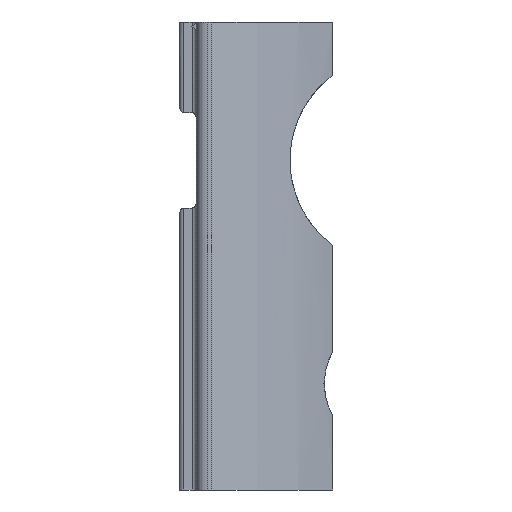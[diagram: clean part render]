
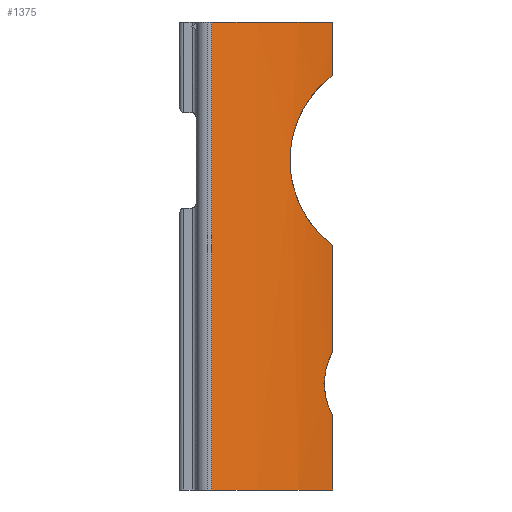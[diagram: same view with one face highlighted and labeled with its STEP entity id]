
A CAD part, left-side view. The second image highlights one B-rep face of the part: STEP entity #1375.
In plain terms, the highlighted cylindrical face has radius 15 mm (diameter 30 mm), a partial arc.
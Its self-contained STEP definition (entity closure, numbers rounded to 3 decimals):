
#16 = CARTESIAN_POINT ( 'NONE',  ( -2., -7.2, 19.5 ) ) ;
#57 = AXIS2_PLACEMENT_3D ( 'NONE', #1099, #1098, #1094 ) ;
#68 = ORIENTED_EDGE ( 'NONE', *, *, #728, .T. ) ;
#83 = VECTOR ( 'NONE', #659, 1000. ) ;
#126 = LINE ( 'NONE', #253, #1371 ) ;
#173 = CIRCLE ( 'NONE', #57, 15. ) ;
#180 = DIRECTION ( 'NONE',  ( 0., 0., 1. ) ) ;
#186 = CARTESIAN_POINT ( 'NONE',  ( -2., -7.2, 22. ) ) ;
#187 = CARTESIAN_POINT ( 'NONE',  ( -2., -7.2, 19.5 ) ) ;
#191 = CARTESIAN_POINT ( 'NONE',  ( -2.328, -6.96, 19.32 ) ) ;
#195 = CARTESIAN_POINT ( 'NONE',  ( -2.628, -6.72, 19.107 ) ) ;
#197 = CARTESIAN_POINT ( 'NONE',  ( -3.17, -6.257, 18.593 ) ) ;
#202 = CARTESIAN_POINT ( 'NONE',  ( -3.413, -6.031, 18.289 ) ) ;
#203 = CARTESIAN_POINT ( 'NONE',  ( -3.809, -5.646, 17.601 ) ) ;
#208 = CARTESIAN_POINT ( 'NONE',  ( -3.966, -5.482, 17.21 ) ) ;
#209 = CARTESIAN_POINT ( 'NONE',  ( -4.123, -5.315, 16.589 ) ) ;
#210 = CARTESIAN_POINT ( 'NONE',  ( -4.163, -5.272, 16.374 ) ) ;
#213 = CARTESIAN_POINT ( 'NONE',  ( -4.216, -5.214, 15.937 ) ) ;
#214 = CARTESIAN_POINT ( 'NONE',  ( -4.229, -5.2, 15.717 ) ) ;
#216 = CARTESIAN_POINT ( 'NONE',  ( -4.229, -5.2, 15.277 ) ) ;
#221 = CARTESIAN_POINT ( 'NONE',  ( -4.215, -5.215, 15.054 ) ) ;
#222 = CARTESIAN_POINT ( 'NONE',  ( -4.161, -5.274, 14.618 ) ) ;
#223 = CARTESIAN_POINT ( 'NONE',  ( -4.122, -5.316, 14.406 ) ) ;
#226 = CARTESIAN_POINT ( 'NONE',  ( -3.965, -5.482, 13.789 ) ) ;
#229 = CARTESIAN_POINT ( 'NONE',  ( -3.808, -5.646, 13.398 ) ) ;
#231 = CARTESIAN_POINT ( 'NONE',  ( -3.512, -5.935, 12.884 ) ) ;
#232 = CARTESIAN_POINT ( 'NONE',  ( -3.403, -6.038, 12.723 ) ) ;
#236 = CARTESIAN_POINT ( 'NONE',  ( -3.165, -6.257, 12.42 ) ) ;
#237 = CARTESIAN_POINT ( 'NONE',  ( -3.035, -6.372, 12.279 ) ) ;
#239 = CARTESIAN_POINT ( 'NONE',  ( -2.628, -6.72, 11.893 ) ) ;
#244 = CARTESIAN_POINT ( 'NONE',  ( -2., -7.2, 11.5 ) ) ;
#248 = DIRECTION ( 'NONE',  ( 0., 0., 1. ) ) ;
#249 = CARTESIAN_POINT ( 'NONE',  ( -2.328, -6.96, 11.68 ) ) ;
#253 = CARTESIAN_POINT ( 'NONE',  ( -2., -7.2, 22. ) ) ;
#272 = CARTESIAN_POINT ( 'NONE',  ( -2., -7.2, 0. ) ) ;
#284 = ORIENTED_EDGE ( 'NONE', *, *, #765, .F. ) ;
#341 = DIRECTION ( 'NONE',  ( 0., 0., 1. ) ) ;
#353 = CARTESIAN_POINT ( 'NONE',  ( -2., -7.2, 22. ) ) ;
#373 = AXIS2_PLACEMENT_3D ( 'NONE', #769, #767, #763 ) ;
#410 = VERTEX_POINT ( 'NONE', #1109 ) ;
#427 = AXIS2_PLACEMENT_3D ( 'NONE', #475, #470, #490 ) ;
#448 = CARTESIAN_POINT ( 'NONE',  ( -2., -7.2, 3.5 ) ) ;
#470 = DIRECTION ( 'NONE',  ( 0., 0., -1. ) ) ;
#475 = CARTESIAN_POINT ( 'NONE',  ( 6.854, 4.908, 22. ) ) ;
#476 = CARTESIAN_POINT ( 'NONE',  ( -2., -7.2, 6.5 ) ) ;
#477 = CARTESIAN_POINT ( 'NONE',  ( -2.154, -7.088, 6.295 ) ) ;
#479 = CARTESIAN_POINT ( 'NONE',  ( -2.278, -6.992, 6.064 ) ) ;
#480 = CARTESIAN_POINT ( 'NONE',  ( -2.409, -6.89, 5.681 ) ) ;
#482 = CARTESIAN_POINT ( 'NONE',  ( -2.443, -6.863, 5.547 ) ) ;
#483 = CARTESIAN_POINT ( 'NONE',  ( -2., -7.2, 22. ) ) ;
#485 = CARTESIAN_POINT ( 'NONE',  ( -2.488, -6.827, 5.278 ) ) ;
#487 = CARTESIAN_POINT ( 'NONE',  ( -2.5, -6.818, 5. ) ) ;
#490 = DIRECTION ( 'NONE',  ( -1., 0., 0. ) ) ;
#493 = CARTESIAN_POINT ( 'NONE',  ( -2.5, -6.818, 5.14 ) ) ;
#509 = VERTEX_POINT ( 'NONE', #483 ) ;
#522 = CARTESIAN_POINT ( 'NONE',  ( -2., -7.2, 11.5 ) ) ;
#659 = DIRECTION ( 'NONE',  ( 0., 0., -1. ) ) ;
#664 = CARTESIAN_POINT ( 'NONE',  ( -6.702, -1.514, 22. ) ) ;
#722 = VERTEX_POINT ( 'NONE', #1581 ) ;
#728 = EDGE_CURVE ( 'NONE', #1379, #722, #1360, .T. ) ;
#763 = DIRECTION ( 'NONE',  ( -1., 0., 0. ) ) ;
#765 = EDGE_CURVE ( 'NONE', #1046, #509, #173, .T. ) ;
#767 = DIRECTION ( 'NONE',  ( 0., 0., 1. ) ) ;
#769 = CARTESIAN_POINT ( 'NONE',  ( 6.854, 4.908, 0. ) ) ;
#783 = CARTESIAN_POINT ( 'NONE',  ( -6.702, -1.514, 22. ) ) ;
#793 = LINE ( 'NONE', #186, #1013 ) ;
#826 = FACE_OUTER_BOUND ( 'NONE', #1201, .T. ) ;
#863 = VECTOR ( 'NONE', #341, 1000. ) ;
#894 = CARTESIAN_POINT ( 'NONE',  ( -6.702, -1.514, 0. ) ) ;
#906 = LINE ( 'NONE', #353, #863 ) ;
#925 = VERTEX_POINT ( 'NONE', #894 ) ;
#1013 = VECTOR ( 'NONE', #180, 1000. ) ;
#1046 = VERTEX_POINT ( 'NONE', #783 ) ;
#1051 = EDGE_CURVE ( 'NONE', #925, #1466, #1496, .T. ) ;
#1094 = DIRECTION ( 'NONE',  ( -1., 0., 0. ) ) ;
#1098 = DIRECTION ( 'NONE',  ( 0., 0., 1. ) ) ;
#1099 = CARTESIAN_POINT ( 'NONE',  ( 6.854, 4.908, 22. ) ) ;
#1109 = CARTESIAN_POINT ( 'NONE',  ( -2., -7.2, 6.5 ) ) ;
#1128 = ORIENTED_EDGE ( 'NONE', *, *, #1443, .T. ) ;
#1198 = ORIENTED_EDGE ( 'NONE', *, *, #1250, .T. ) ;
#1201 = EDGE_LOOP ( 'NONE', ( #1356, #68, #1380, #1128, #1416, #1208, #284, #1198, #1326 ) ) ;
#1203 = VERTEX_POINT ( 'NONE', #16 ) ;
#1208 = ORIENTED_EDGE ( 'NONE', *, *, #1476, .T. ) ;
#1246 = CYLINDRICAL_SURFACE ( 'NONE', #427, 15. ) ;
#1250 = EDGE_CURVE ( 'NONE', #1046, #925, #1329, .T. ) ;
#1263 = B_SPLINE_CURVE_WITH_KNOTS ( 'NONE', 3,
 ( #487, #493, #485, #482, #480, #479, #477, #476 ),
 .UNSPECIFIED., .F., .F.,
 ( 4, 2, 2, 4 ),
 ( 0., 0., 0.001, 0.002 ),
 .UNSPECIFIED. ) ;
#1312 = VERTEX_POINT ( 'NONE', #522 ) ;
#1326 = ORIENTED_EDGE ( 'NONE', *, *, #1051, .T. ) ;
#1329 = LINE ( 'NONE', #664, #83 ) ;
#1356 = ORIENTED_EDGE ( 'NONE', *, *, #1465, .T. ) ;
#1360 = B_SPLINE_CURVE_WITH_KNOTS ( 'NONE', 3,
 ( #1591, #1594, #1586, #1585, #1580, #1578, #1574, #1561 ),
 .UNSPECIFIED., .F., .F.,
 ( 4, 2, 2, 4 ),
 ( -0.002, -0.001, 0., 0. ),
 .UNSPECIFIED. ) ;
#1361 = EDGE_CURVE ( 'NONE', #722, #410, #1263, .T. ) ;
#1371 = VECTOR ( 'NONE', #248, 1000. ) ;
#1375 = ADVANCED_FACE ( 'NONE', ( #826 ), #1246, .T. ) ;
#1379 = VERTEX_POINT ( 'NONE', #448 ) ;
#1380 = ORIENTED_EDGE ( 'NONE', *, *, #1361, .T. ) ;
#1416 = ORIENTED_EDGE ( 'NONE', *, *, #1470, .T. ) ;
#1443 = EDGE_CURVE ( 'NONE', #410, #1312, #906, .T. ) ;
#1449 = B_SPLINE_CURVE_WITH_KNOTS ( 'NONE', 3,
 ( #244, #249, #239, #237, #236, #232, #231, #229, #226, #223, #222, #221, #216, #214, #213, #210, #209, #208, #203, #202, #197, #195, #191, #187 ),
 .UNSPECIFIED., .F., .F.,
 ( 4, 2, 2, 2, 2, 2, 2, 2, 2, 2, 2, 4 ),
 ( 0., 0.001, 0.002, 0.003, 0.004, 0.005, 0.005, 0.006, 0.007, 0.008, 0.009, 0.011 ),
 .UNSPECIFIED. ) ;
#1465 = EDGE_CURVE ( 'NONE', #1466, #1379, #126, .T. ) ;
#1466 = VERTEX_POINT ( 'NONE', #272 ) ;
#1470 = EDGE_CURVE ( 'NONE', #1312, #1203, #1449, .T. ) ;
#1476 = EDGE_CURVE ( 'NONE', #1203, #509, #793, .T. ) ;
#1496 = CIRCLE ( 'NONE', #373, 15. ) ;
#1561 = CARTESIAN_POINT ( 'NONE',  ( -2.5, -6.818, 5. ) ) ;
#1574 = CARTESIAN_POINT ( 'NONE',  ( -2.5, -6.818, 4.86 ) ) ;
#1578 = CARTESIAN_POINT ( 'NONE',  ( -2.488, -6.828, 4.72 ) ) ;
#1580 = CARTESIAN_POINT ( 'NONE',  ( -2.443, -6.864, 4.451 ) ) ;
#1581 = CARTESIAN_POINT ( 'NONE',  ( -2.5, -6.818, 5. ) ) ;
#1585 = CARTESIAN_POINT ( 'NONE',  ( -2.409, -6.89, 4.32 ) ) ;
#1586 = CARTESIAN_POINT ( 'NONE',  ( -2.278, -6.992, 3.935 ) ) ;
#1591 = CARTESIAN_POINT ( 'NONE',  ( -2., -7.2, 3.5 ) ) ;
#1594 = CARTESIAN_POINT ( 'NONE',  ( -2.154, -7.088, 3.705 ) ) ;
